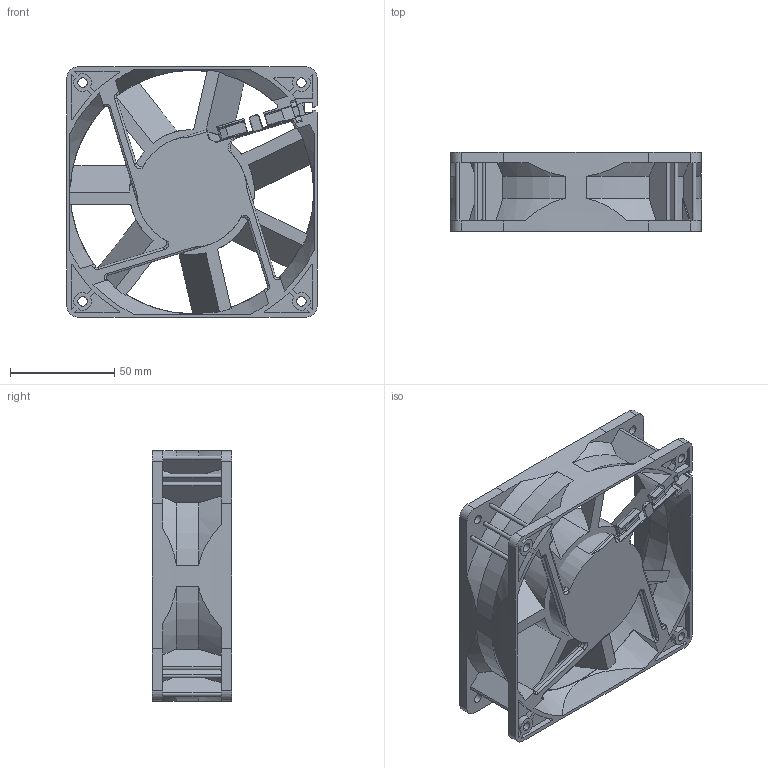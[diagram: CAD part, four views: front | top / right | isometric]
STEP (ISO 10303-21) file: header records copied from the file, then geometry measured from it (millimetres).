
FILE_DESCRIPTION((''),'2;1');
FILE_NAME('ASM0001_ASM','2016-12-08T',('DURANT.QIAN'),(''),'PRO/ENGINEER BY PARAMETRIC TECHNOLOGY CORPORATION, 2012480','PRO/ENGINEER BY PARAMETRIC TECHNOLOGY CORPORATION, 2012480','');
FILE_SCHEMA(('CONFIG_CONTROL_DESIGN'));
Length unit declared in the file: millimetre
Products named in the file (3): 410003900011; 410042720003; ASM0001_ASM
Assembly tree (2 placements, depth 2):
  ASM0001_ASM
    410003900011
    410042720003
Bounding box: 120.49 x 38 x 120.49 mm (x, y, z)
Volume: 179187.4 mm3; surface area: 80543.4 mm2
Topology: 2 solids, 2 shells, 523 faces, 1457 edges, 949 vertices
Faces by surface type: plane 246, cylinder 196, cone 38, torus 38, bspline 5
Entity records: 17840 total; most frequent: CARTESIAN_POINT 4173, ORIENTED_EDGE 2914, DIRECTION 2842, EDGE_CURVE 1457, AXIS2_PLACEMENT_3D 1039, VERTEX_POINT 949, VECTOR 764, LINE 764
